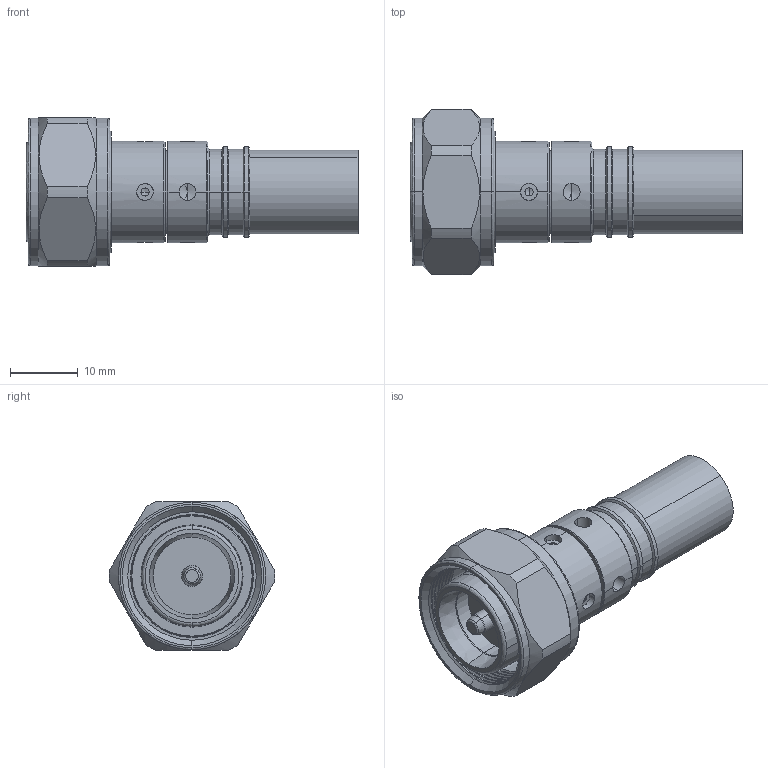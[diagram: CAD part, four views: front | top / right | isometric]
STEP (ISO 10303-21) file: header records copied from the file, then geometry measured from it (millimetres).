
FILE_DESCRIPTION (( 'STEP AP214' ), '1' );
FILE_NAME ('3190-8096(EZ-400-4310M-X)_SD.STEP', '2020-12-14T06:57:51', ( '' ), ( '' ), 'SwSTEP 2.0', 'SolidWorks 2018', '' );
FILE_SCHEMA (( 'AUTOMOTIVE_DESIGN' ));
Length unit declared in the file: millimetre
Products named in the file (5): 3190-8096(EZ-400-4310M-X)_SD; 3192-6033_SD; SD^3192-6033; 3192-6073_SD; SD^3192-6073
Assembly tree (4 placements, depth 3):
  3190-8096(EZ-400-4310M-X)_SD
    3192-6073_SD
      SD^3192-6073
    3192-6033_SD
      SD^3192-6033
Bounding box: 49.1 x 24.49 x 22 mm (x, y, z)
Volume: 8002.8 mm3; surface area: 6166.5 mm2
Topology: 3 solids, 3 shells, 230 faces, 518 edges, 304 vertices
Faces by surface type: cylinder 94, cone 80, plane 34, bspline 20, torus 2
Entity records: 7249 total; most frequent: CARTESIAN_POINT 2017, DIRECTION 1154, ORIENTED_EDGE 1004, EDGE_CURVE 502, AXIS2_PLACEMENT_3D 485, VERTEX_POINT 304, CIRCLE 266, EDGE_LOOP 258
